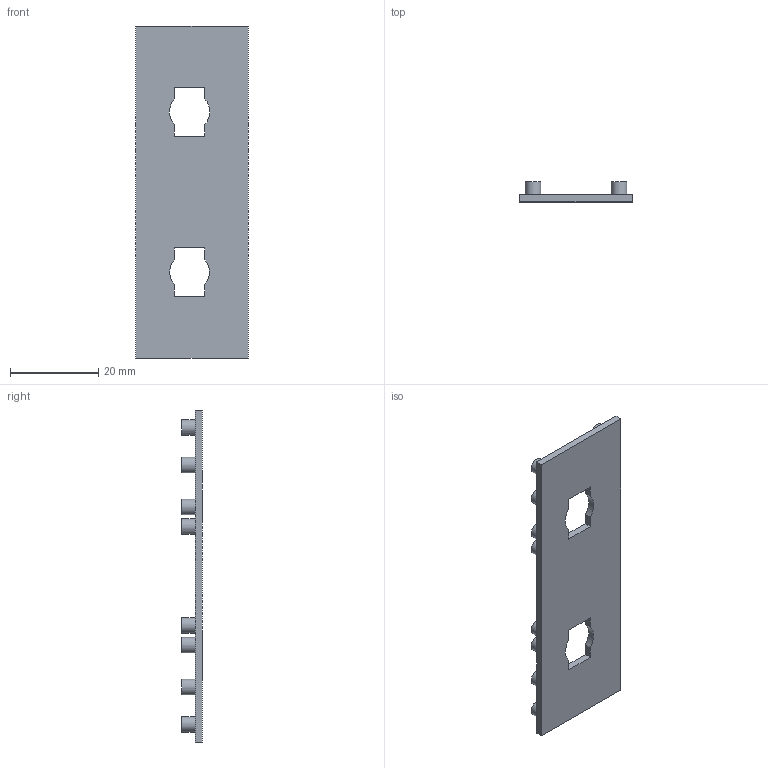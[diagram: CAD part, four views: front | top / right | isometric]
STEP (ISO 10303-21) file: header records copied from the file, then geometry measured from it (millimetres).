
FILE_DESCRIPTION(/* description */ (''),/* implementation_level */ '2;1');
FILE_NAME(/* name */ '00_FluidicChip_AlexSwen.ipt.step',/* time_stamp */ '2022-11-29T07:40:33+01:00',/* author */ ('diederichbenedict'),/* organization */ (''),/* preprocessor_version */ 'ST-DEVELOPER v18.1',/* originating_system */ 'Autodesk Inventor 2022',/* authorisation */ '');
FILE_SCHEMA (('AUTOMOTIVE_DESIGN { 1 0 10303 214 3 1 1 }'));
Length unit declared in the file: millimetre
Products named in the file (1): 00_FluidicChip_AlexSwen
Bounding box: 25.5 x 4.6 x 75.4 mm (x, y, z)
Volume: 3265.3 mm3; surface area: 4473.4 mm2
Topology: 1 solids, 1 shells, 54 faces, 108 edges, 72 vertices
Faces by surface type: plane 34, cylinder 20
Full cylindrical faces by diameter (mm): 3.5 x16
Entity records: 1461 total; most frequent: DIRECTION 258, CARTESIAN_POINT 235, ORIENTED_EDGE 216, EDGE_CURVE 108, AXIS2_PLACEMENT_3D 95, EDGE_LOOP 74, VERTEX_POINT 72, LINE 68
